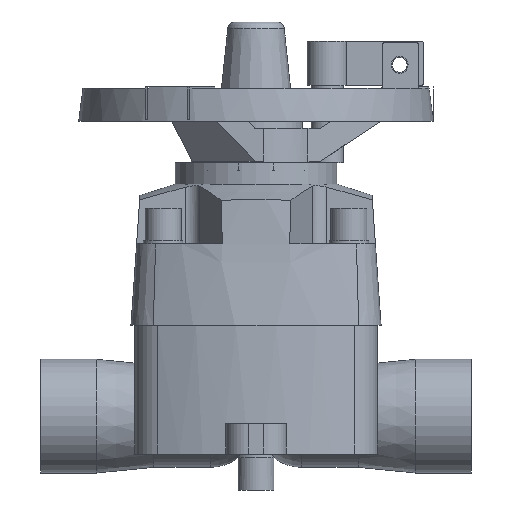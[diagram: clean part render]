
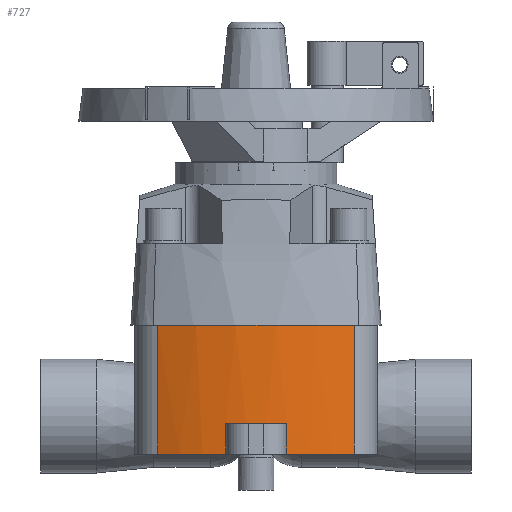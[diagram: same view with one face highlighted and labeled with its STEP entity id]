
A CAD part, front view. The second image highlights one B-rep face of the part: STEP entity #727.
In plain terms, the highlighted cylindrical face has radius 165 mm (diameter 330 mm), a partial arc.
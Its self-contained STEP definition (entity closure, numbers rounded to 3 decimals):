
#727=ADVANCED_FACE('',(#1563),#1564,.T.);
#1563=FACE_OUTER_BOUND('',#2511,.T.);
#1564=CYLINDRICAL_SURFACE('',#2512,165.0);
#2511=EDGE_LOOP('',(#4626,#4627,#4628,#4629,#4630,#4631,#4632,#4633));
#2512=AXIS2_PLACEMENT_3D('',#4634,#4635,#4636);
#4626=ORIENTED_EDGE('',*,*,#6322,.T.);
#4627=ORIENTED_EDGE('',*,*,#6262,.T.);
#4628=ORIENTED_EDGE('',*,*,#6340,.F.);
#4629=ORIENTED_EDGE('',*,*,#6341,.F.);
#4630=ORIENTED_EDGE('',*,*,#6337,.T.);
#4631=ORIENTED_EDGE('',*,*,#6268,.T.);
#4632=ORIENTED_EDGE('',*,*,#6315,.T.);
#4633=ORIENTED_EDGE('',*,*,#6305,.T.);
#4634=CARTESIAN_POINT('',(0.,77.,60.0));
#4635=DIRECTION('',(0.0,0.0,-1.0));
#4636=DIRECTION('',(0.393,-0.92,0.0));
#6262=EDGE_CURVE('',#7726,#7724,#7727,.T.);
#6268=EDGE_CURVE('',#7738,#7736,#7739,.T.);
#6305=EDGE_CURVE('',#7790,#7791,#7792,.T.);
#6315=EDGE_CURVE('',#7736,#7790,#7806,.T.);
#6322=EDGE_CURVE('',#7791,#7726,#7813,.T.);
#6337=EDGE_CURVE('',#7830,#7738,#7831,.T.);
#6340=EDGE_CURVE('',#7834,#7724,#7835,.T.);
#6341=EDGE_CURVE('',#7830,#7834,#7836,.T.);
#7724=VERTEX_POINT('',#10151);
#7726=VERTEX_POINT('',#10153);
#7727=CIRCLE('',#10154,165.0);
#7736=VERTEX_POINT('',#10165);
#7738=VERTEX_POINT('',#10168);
#7739=CIRCLE('',#10169,165.0);
#7790=VERTEX_POINT('',#10237);
#7791=VERTEX_POINT('',#10238);
#7792=CIRCLE('',#10239,165.0);
#7806=LINE('',#10258,#10259);
#7813=LINE('',#10269,#10270);
#7830=VERTEX_POINT('',#10292);
#7831=LINE('',#10293,#10294);
#7834=VERTEX_POINT('',#10297);
#7835=LINE('',#10298,#10299);
#7836=CIRCLE('',#10300,165.0);
#10151=CARTESIAN_POINT('',(64.821,-74.734,-25.0));
#10153=CARTESIAN_POINT('',(20.0,-86.783,-25.0));
#10154=AXIS2_PLACEMENT_3D('',#11872,#11873,#11874);
#10165=CARTESIAN_POINT('',(-20.0,-86.783,-25.0));
#10168=CARTESIAN_POINT('',(-64.821,-74.734,-25.0));
#10169=AXIS2_PLACEMENT_3D('',#11884,#11885,#11886);
#10237=CARTESIAN_POINT('',(-20.0,-86.783,-5.0));
#10238=CARTESIAN_POINT('',(20.0,-86.783,-5.0));
#10239=AXIS2_PLACEMENT_3D('',#11928,#11929,#11930);
#10258=CARTESIAN_POINT('',(-20.0,-86.783,-15.0));
#10259=VECTOR('',#11942,1.0);
#10269=CARTESIAN_POINT('',(20.0,-86.783,-15.0));
#10270=VECTOR('',#11946,1.0);
#10292=CARTESIAN_POINT('',(-64.821,-74.734,60.0));
#10293=CARTESIAN_POINT('',(-64.821,-74.734,60.0));
#10294=VECTOR('',#11958,1.0);
#10297=CARTESIAN_POINT('',(64.821,-74.734,60.0));
#10298=CARTESIAN_POINT('',(64.821,-74.734,60.0));
#10299=VECTOR('',#11962,1.0);
#10300=AXIS2_PLACEMENT_3D('',#11963,#11964,#11965);
#11872=CARTESIAN_POINT('',(0.,77.,-25.0));
#11873=DIRECTION('',(-0.0,0.0,1.0));
#11874=DIRECTION('',(0.393,-0.92,0.0));
#11884=CARTESIAN_POINT('',(0.,77.,-25.0));
#11885=DIRECTION('',(-0.0,0.0,1.0));
#11886=DIRECTION('',(0.393,-0.92,0.0));
#11928=CARTESIAN_POINT('',(0.,77.,-5.0));
#11929=DIRECTION('',(0.0,0.0,1.0));
#11930=DIRECTION('',(0.393,-0.92,0.0));
#11942=DIRECTION('',(-0.0,-0.0,1.0));
#11946=DIRECTION('',(0.0,0.0,-1.0));
#11958=DIRECTION('',(0.0,0.0,-1.0));
#11962=DIRECTION('',(0.0,0.0,-1.0));
#11963=CARTESIAN_POINT('',(0.,77.,60.0));
#11964=DIRECTION('',(0.0,0.0,1.0));
#11965=DIRECTION('',(0.393,-0.92,0.0));
